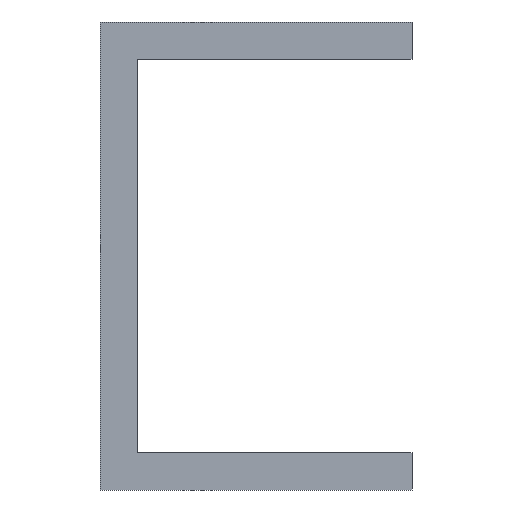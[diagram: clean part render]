
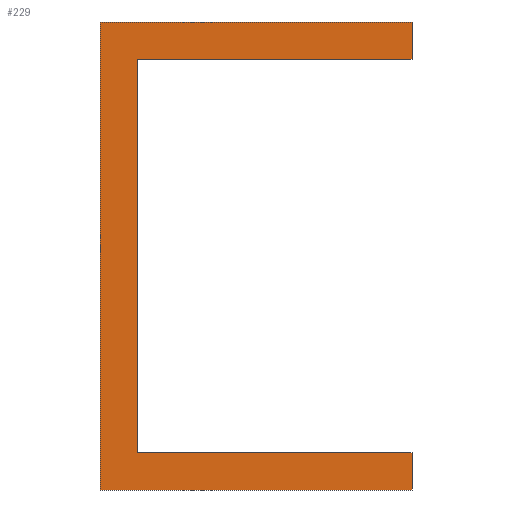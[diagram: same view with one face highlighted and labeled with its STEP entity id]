
A CAD part, front view. The second image highlights one B-rep face of the part: STEP entity #229.
In plain terms, the highlighted planar face has unit normal (0, -1, 0).
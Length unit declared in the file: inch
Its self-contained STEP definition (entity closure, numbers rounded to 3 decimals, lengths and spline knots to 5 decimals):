
#4 = LINE ( 'NONE', #171, #214 ) ;
#5 = CARTESIAN_POINT ( 'NONE',  ( 0.06, 0., -0.69 ) ) ;
#8 = DIRECTION ( 'NONE',  ( 1., 0., 0. ) ) ;
#12 = EDGE_CURVE ( 'NONE', #89, #291, #138, .T. ) ;
#13 = VERTEX_POINT ( 'NONE', #114 ) ;
#14 = CARTESIAN_POINT ( 'NONE',  ( 0., 0., 0. ) ) ;
#23 = DIRECTION ( 'NONE',  ( -1., 0., 0. ) ) ;
#36 = EDGE_LOOP ( 'NONE', ( #183, #290, #96, #155, #39, #113, #233, #215 ) ) ;
#39 = ORIENTED_EDGE ( 'NONE', *, *, #68, .F. ) ;
#44 = CARTESIAN_POINT ( 'NONE',  ( 0.5, 0., 0. ) ) ;
#64 = VERTEX_POINT ( 'NONE', #295 ) ;
#66 = DIRECTION ( 'NONE',  ( 1., 0., 0. ) ) ;
#68 = EDGE_CURVE ( 'NONE', #257, #271, #141, .T. ) ;
#70 = DIRECTION ( 'NONE',  ( 0., 0., -1. ) ) ;
#71 = LINE ( 'NONE', #218, #298 ) ;
#73 = DIRECTION ( 'NONE',  ( 0., 1., 0. ) ) ;
#75 = EDGE_CURVE ( 'NONE', #179, #234, #272, .T. ) ;
#89 = VERTEX_POINT ( 'NONE', #119 ) ;
#93 = EDGE_CURVE ( 'NONE', #271, #179, #71, .T. ) ;
#94 = VECTOR ( 'NONE', #70, 39.37008 ) ;
#96 = ORIENTED_EDGE ( 'NONE', *, *, #75, .F. ) ;
#100 = AXIS2_PLACEMENT_3D ( 'NONE', #177, #73, #310 ) ;
#102 = LINE ( 'NONE', #125, #158 ) ;
#111 = VECTOR ( 'NONE', #8, 39.37008 ) ;
#113 = ORIENTED_EDGE ( 'NONE', *, *, #273, .F. ) ;
#114 = CARTESIAN_POINT ( 'NONE',  ( 0.5, 0., 0. ) ) ;
#117 = CARTESIAN_POINT ( 'NONE',  ( 0.06, 0., -0.06 ) ) ;
#119 = CARTESIAN_POINT ( 'NONE',  ( 0., 0., -0.75 ) ) ;
#125 = CARTESIAN_POINT ( 'NONE',  ( 0.5, 0., -0.06 ) ) ;
#126 = EDGE_CURVE ( 'NONE', #13, #64, #167, .T. ) ;
#138 = LINE ( 'NONE', #311, #170 ) ;
#141 = LINE ( 'NONE', #117, #304 ) ;
#150 = FACE_OUTER_BOUND ( 'NONE', #36, .T. ) ;
#155 = ORIENTED_EDGE ( 'NONE', *, *, #93, .F. ) ;
#158 = VECTOR ( 'NONE', #203, 39.37008 ) ;
#164 = EDGE_CURVE ( 'NONE', #291, #13, #168, .T. ) ;
#167 = LINE ( 'NONE', #44, #94 ) ;
#168 = LINE ( 'NONE', #224, #111 ) ;
#170 = VECTOR ( 'NONE', #240, 39.37008 ) ;
#171 = CARTESIAN_POINT ( 'NONE',  ( 0.5, 0., -0.75 ) ) ;
#177 = CARTESIAN_POINT ( 'NONE',  ( 0., 0., 0. ) ) ;
#179 = VERTEX_POINT ( 'NONE', #226 ) ;
#183 = ORIENTED_EDGE ( 'NONE', *, *, #12, .F. ) ;
#186 = EDGE_CURVE ( 'NONE', #234, #89, #4, .T. ) ;
#202 = CARTESIAN_POINT ( 'NONE',  ( 0.06, 0., -0.06 ) ) ;
#203 = DIRECTION ( 'NONE',  ( -1., 0., 0. ) ) ;
#214 = VECTOR ( 'NONE', #23, 39.37008 ) ;
#215 = ORIENTED_EDGE ( 'NONE', *, *, #164, .F. ) ;
#218 = CARTESIAN_POINT ( 'NONE',  ( 0.06, 0., -0.69 ) ) ;
#224 = CARTESIAN_POINT ( 'NONE',  ( 0., 0., 0. ) ) ;
#226 = CARTESIAN_POINT ( 'NONE',  ( 0.5, 0., -0.69 ) ) ;
#229 = ADVANCED_FACE ( 'NONE', ( #150 ), #305, .F. ) ;
#233 = ORIENTED_EDGE ( 'NONE', *, *, #126, .F. ) ;
#234 = VERTEX_POINT ( 'NONE', #274 ) ;
#240 = DIRECTION ( 'NONE',  ( 0., 0., 1. ) ) ;
#244 = DIRECTION ( 'NONE',  ( 0., 0., -1. ) ) ;
#249 = VECTOR ( 'NONE', #323, 39.37008 ) ;
#257 = VERTEX_POINT ( 'NONE', #202 ) ;
#271 = VERTEX_POINT ( 'NONE', #5 ) ;
#272 = LINE ( 'NONE', #303, #249 ) ;
#273 = EDGE_CURVE ( 'NONE', #64, #257, #102, .T. ) ;
#274 = CARTESIAN_POINT ( 'NONE',  ( 0.5, 0., -0.75 ) ) ;
#290 = ORIENTED_EDGE ( 'NONE', *, *, #186, .F. ) ;
#291 = VERTEX_POINT ( 'NONE', #14 ) ;
#295 = CARTESIAN_POINT ( 'NONE',  ( 0.5, 0., -0.06 ) ) ;
#298 = VECTOR ( 'NONE', #66, 39.37008 ) ;
#303 = CARTESIAN_POINT ( 'NONE',  ( 0.5, 0., -0.69 ) ) ;
#304 = VECTOR ( 'NONE', #244, 39.37008 ) ;
#305 = PLANE ( 'NONE',  #100 ) ;
#310 = DIRECTION ( 'NONE',  ( 0., 0., 1. ) ) ;
#311 = CARTESIAN_POINT ( 'NONE',  ( 0., 0., -0.75 ) ) ;
#323 = DIRECTION ( 'NONE',  ( 0., 0., -1. ) ) ;
